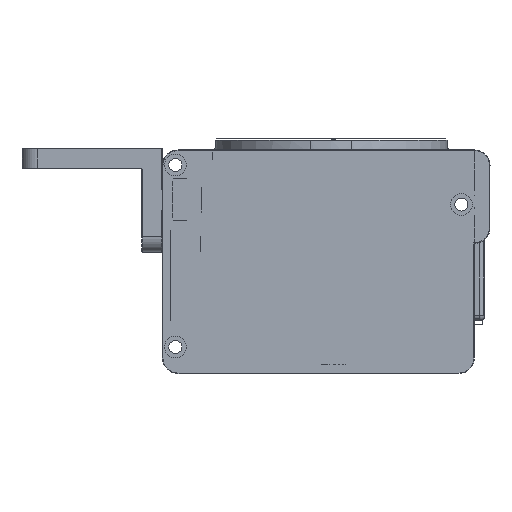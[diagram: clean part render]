
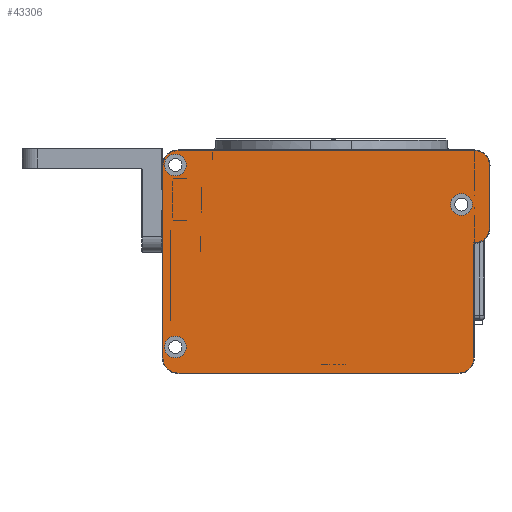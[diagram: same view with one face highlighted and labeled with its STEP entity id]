
A CAD part, front view. The second image highlights one B-rep face of the part: STEP entity #43306.
In plain terms, the highlighted planar face has unit normal (0, -1, 0).
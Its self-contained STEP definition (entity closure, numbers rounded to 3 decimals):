
#983=FACE_BOUND('',#6631,.T.);
#984=FACE_BOUND('',#6632,.T.);
#985=FACE_BOUND('',#6633,.T.);
#2465=PLANE('',#46134);
#4432=FACE_OUTER_BOUND('',#6630,.T.);
#6630=EDGE_LOOP('',(#39810,#39811,#39812,#39813,#39814,#39815,#39816,#39817,
#39818,#39819));
#6631=EDGE_LOOP('',(#39820));
#6632=EDGE_LOOP('',(#39821));
#6633=EDGE_LOOP('',(#39822));
#7600=CIRCLE('',#46135,2.9);
#7601=CIRCLE('',#46136,2.9);
#7602=CIRCLE('',#46137,2.9);
#7603=CIRCLE('',#46138,2.9);
#7604=CIRCLE('',#46139,2.9);
#7605=CIRCLE('',#46140,2.1);
#7606=CIRCLE('',#46141,2.1);
#7607=CIRCLE('',#46142,2.1);
#12401=LINE('',#72204,#17738);
#12402=LINE('',#72208,#17739);
#12403=LINE('',#72212,#17740);
#12404=LINE('',#72216,#17741);
#12405=LINE('',#72219,#17742);
#17738=VECTOR('',#56193,12.);
#17739=VECTOR('',#56196,57.);
#17740=VECTOR('',#56199,37.);
#17741=VECTOR('',#56202,54.);
#17742=VECTOR('',#56205,22.102);
#22117=VERTEX_POINT('',#72200);
#22118=VERTEX_POINT('',#72201);
#22119=VERTEX_POINT('',#72203);
#22120=VERTEX_POINT('',#72205);
#22121=VERTEX_POINT('',#72207);
#22122=VERTEX_POINT('',#72209);
#22123=VERTEX_POINT('',#72211);
#22124=VERTEX_POINT('',#72213);
#22125=VERTEX_POINT('',#72215);
#22126=VERTEX_POINT('',#72217);
#22127=VERTEX_POINT('',#72220);
#22128=VERTEX_POINT('',#72222);
#22129=VERTEX_POINT('',#72224);
#28481=EDGE_CURVE('',#22117,#22118,#7600,.T.);
#28482=EDGE_CURVE('',#22118,#22119,#12401,.T.);
#28483=EDGE_CURVE('',#22119,#22120,#7601,.T.);
#28484=EDGE_CURVE('',#22120,#22121,#12402,.T.);
#28485=EDGE_CURVE('',#22121,#22122,#7602,.T.);
#28486=EDGE_CURVE('',#22122,#22123,#12403,.T.);
#28487=EDGE_CURVE('',#22123,#22124,#7603,.T.);
#28488=EDGE_CURVE('',#22124,#22125,#12404,.T.);
#28489=EDGE_CURVE('',#22125,#22126,#7604,.T.);
#28490=EDGE_CURVE('',#22126,#22117,#12405,.T.);
#28491=EDGE_CURVE('',#22127,#22127,#7605,.T.);
#28492=EDGE_CURVE('',#22128,#22128,#7606,.T.);
#28493=EDGE_CURVE('',#22129,#22129,#7607,.T.);
#39810=ORIENTED_EDGE('',*,*,#28481,.T.);
#39811=ORIENTED_EDGE('',*,*,#28482,.T.);
#39812=ORIENTED_EDGE('',*,*,#28483,.T.);
#39813=ORIENTED_EDGE('',*,*,#28484,.T.);
#39814=ORIENTED_EDGE('',*,*,#28485,.T.);
#39815=ORIENTED_EDGE('',*,*,#28486,.T.);
#39816=ORIENTED_EDGE('',*,*,#28487,.T.);
#39817=ORIENTED_EDGE('',*,*,#28488,.T.);
#39818=ORIENTED_EDGE('',*,*,#28489,.T.);
#39819=ORIENTED_EDGE('',*,*,#28490,.T.);
#39820=ORIENTED_EDGE('',*,*,#28491,.F.);
#39821=ORIENTED_EDGE('',*,*,#28492,.F.);
#39822=ORIENTED_EDGE('',*,*,#28493,.F.);
#43306=ADVANCED_FACE('',(#4432,#983,#984,#985),#2465,.F.);
#46134=AXIS2_PLACEMENT_3D('',#72199,#56189,#56190);
#46135=AXIS2_PLACEMENT_3D('',#72202,#56191,#56192);
#46136=AXIS2_PLACEMENT_3D('',#72206,#56194,#56195);
#46137=AXIS2_PLACEMENT_3D('',#72210,#56197,#56198);
#46138=AXIS2_PLACEMENT_3D('',#72214,#56200,#56201);
#46139=AXIS2_PLACEMENT_3D('',#72218,#56203,#56204);
#46140=AXIS2_PLACEMENT_3D('',#72221,#56206,#56207);
#46141=AXIS2_PLACEMENT_3D('',#72223,#56208,#56209);
#46142=AXIS2_PLACEMENT_3D('',#72225,#56210,#56211);
#56189=DIRECTION('center_axis',(0.,1.,0.));
#56190=DIRECTION('ref_axis',(-1.,0.,0.));
#56191=DIRECTION('center_axis',(0.,-1.,0.));
#56192=DIRECTION('ref_axis',(0.707,0.,-0.707));
#56193=DIRECTION('',(0.,0.,1.));
#56194=DIRECTION('center_axis',(0.,-1.,0.));
#56195=DIRECTION('ref_axis',(0.707,0.,0.707));
#56196=DIRECTION('',(-1.,0.,0.));
#56197=DIRECTION('center_axis',(0.,-1.,0.));
#56198=DIRECTION('ref_axis',(-0.707,0.,0.707));
#56199=DIRECTION('',(0.,0.,-1.));
#56200=DIRECTION('center_axis',(0.,-1.,0.));
#56201=DIRECTION('ref_axis',(-0.707,0.,-0.707));
#56202=DIRECTION('',(1.,0.,0.));
#56203=DIRECTION('center_axis',(0.,-1.,0.));
#56204=DIRECTION('ref_axis',(0.707,0.,-0.707));
#56205=DIRECTION('',(0.,0.,1.));
#56206=DIRECTION('center_axis',(0.,-1.,0.));
#56207=DIRECTION('ref_axis',(-1.,0.,0.));
#56208=DIRECTION('center_axis',(0.,-1.,0.));
#56209=DIRECTION('ref_axis',(-1.,0.,0.));
#56210=DIRECTION('center_axis',(0.,-1.,0.));
#56211=DIRECTION('ref_axis',(-1.,0.,0.));
#72199=CARTESIAN_POINT('Origin',(0.,-52.,20.2));
#72200=CARTESIAN_POINT('',(29.9,-52.,23.802));
#72201=CARTESIAN_POINT('',(32.9,-52.,26.7));
#72202=CARTESIAN_POINT('Origin',(30.,-52.,26.7));
#72203=CARTESIAN_POINT('',(32.9,-52.,38.7));
#72204=CARTESIAN_POINT('',(32.9,-52.,21.95));
#72205=CARTESIAN_POINT('',(30.,-52.,41.6));
#72206=CARTESIAN_POINT('Origin',(30.,-52.,38.7));
#72207=CARTESIAN_POINT('',(-27.,-52.,41.6));
#72208=CARTESIAN_POINT('',(-15.,-52.,41.6));
#72209=CARTESIAN_POINT('',(-29.9,-52.,38.7));
#72210=CARTESIAN_POINT('Origin',(-27.,-52.,38.7));
#72211=CARTESIAN_POINT('',(-29.9,-52.,1.7));
#72212=CARTESIAN_POINT('',(-29.9,-52.,9.45));
#72213=CARTESIAN_POINT('',(-27.,-52.,-1.2));
#72214=CARTESIAN_POINT('Origin',(-27.,-52.,1.7));
#72215=CARTESIAN_POINT('',(27.,-52.,-1.2));
#72216=CARTESIAN_POINT('',(15.,-52.,-1.2));
#72217=CARTESIAN_POINT('',(29.9,-52.,1.7));
#72218=CARTESIAN_POINT('Origin',(27.,-52.,1.7));
#72219=CARTESIAN_POINT('',(29.9,-52.,30.95));
#72220=CARTESIAN_POINT('',(-29.6,-52.,3.8));
#72221=CARTESIAN_POINT('Origin',(-27.5,-52.,3.8));
#72222=CARTESIAN_POINT('',(25.4,-52.,31.2));
#72223=CARTESIAN_POINT('Origin',(27.5,-52.,31.2));
#72224=CARTESIAN_POINT('',(-29.6,-52.,38.8));
#72225=CARTESIAN_POINT('Origin',(-27.5,-52.,38.8));
